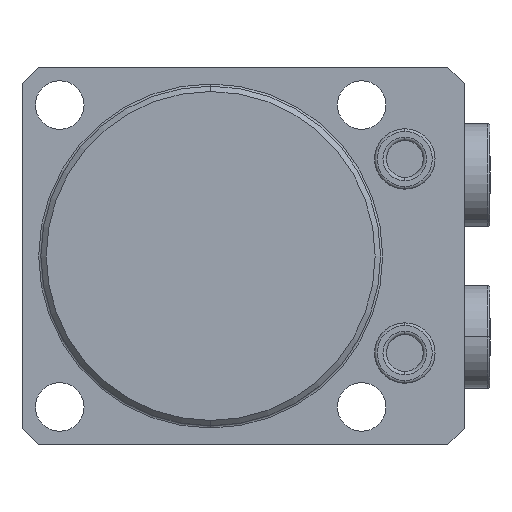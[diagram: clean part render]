
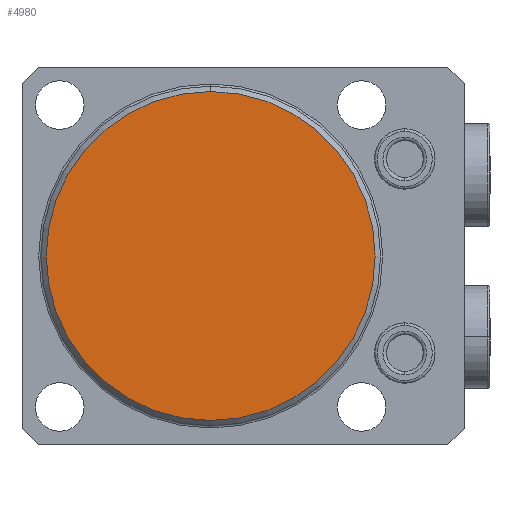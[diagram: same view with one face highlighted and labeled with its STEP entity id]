
A CAD part, front view. The second image highlights one B-rep face of the part: STEP entity #4980.
In plain terms, the highlighted planar face has unit normal (0, -1, 0).
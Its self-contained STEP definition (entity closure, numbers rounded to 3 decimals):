
#926 = DIRECTION ( 'NONE',  ( 0., 0., 1. ) ) ;
#927 = DIRECTION ( 'NONE',  ( 0., -1., 0. ) ) ;
#928 = CARTESIAN_POINT ( 'NONE',  ( 0., -47., 0. ) ) ;
#1813 = EDGE_CURVE ( 'NONE', #4564, #4567, #4297, .T. ) ;
#2123 = EDGE_CURVE ( 'NONE', #4567, #4564, #3872, .T. ) ;
#2594 = PLANE ( 'NONE',  #7550 ) ;
#2702 = CARTESIAN_POINT ( 'NONE',  ( 0., -47., 0. ) ) ;
#2816 = DIRECTION ( 'NONE',  ( 0., 0., 1. ) ) ;
#2817 = DIRECTION ( 'NONE',  ( 0., 1., 0. ) ) ;
#3577 = FACE_OUTER_BOUND ( 'NONE', #5566, .T. ) ;
#3872 = CIRCLE ( 'NONE', #7683, 30.5 ) ;
#4297 = CIRCLE ( 'NONE', #7284, 30.5 ) ;
#4564 = VERTEX_POINT ( 'NONE', #6919 ) ;
#4567 = VERTEX_POINT ( 'NONE', #6913 ) ;
#4980 = ADVANCED_FACE ( 'NONE', ( #3577 ), #2594, .F. ) ;
#5566 = EDGE_LOOP ( 'NONE', ( #7923, #7924 ) ) ;
#6913 = CARTESIAN_POINT ( 'NONE',  ( 0., -47., 30.5 ) ) ;
#6919 = CARTESIAN_POINT ( 'NONE',  ( 0., -47., -30.5 ) ) ;
#7284 = AXIS2_PLACEMENT_3D ( 'NONE', #928, #927, #926 ) ;
#7550 = AXIS2_PLACEMENT_3D ( 'NONE', #2702, #2817, #2816 ) ;
#7683 = AXIS2_PLACEMENT_3D ( 'NONE', #8359, #8360, #8354 ) ;
#7923 = ORIENTED_EDGE ( 'NONE', *, *, #2123, .T. ) ;
#7924 = ORIENTED_EDGE ( 'NONE', *, *, #1813, .T. ) ;
#8354 = DIRECTION ( 'NONE',  ( 0., 0., 1. ) ) ;
#8359 = CARTESIAN_POINT ( 'NONE',  ( 0., -47., 0. ) ) ;
#8360 = DIRECTION ( 'NONE',  ( 0., -1., 0. ) ) ;
